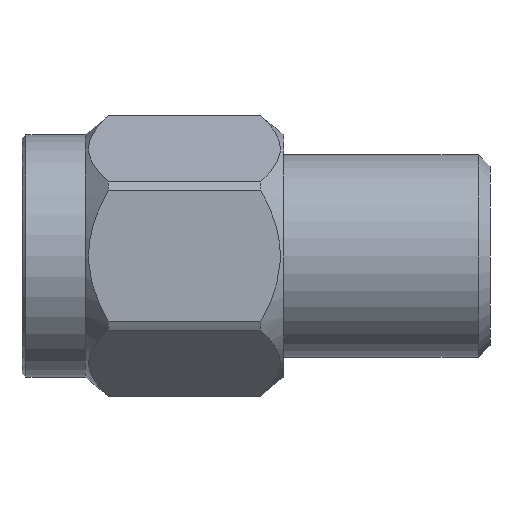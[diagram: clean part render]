
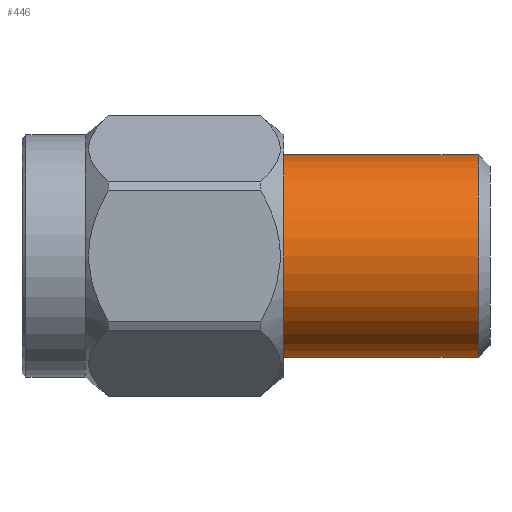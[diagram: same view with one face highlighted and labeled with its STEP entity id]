
A CAD part, front view. The second image highlights one B-rep face of the part: STEP entity #446.
In plain terms, the highlighted cylindrical face has radius 3.25 mm (diameter 6.5 mm), a full revolution.
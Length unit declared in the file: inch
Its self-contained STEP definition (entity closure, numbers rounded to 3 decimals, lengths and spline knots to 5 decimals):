
#190 = CARTESIAN_POINT ( 'NONE',  ( 0.57555, 0., -0.12795 ) ) ;
#250 = EDGE_CURVE ( 'NONE', #973, #973, #620, .T. ) ;
#302 = CYLINDRICAL_SURFACE ( 'NONE', #1637, 0.12795 ) ;
#316 = ORIENTED_EDGE ( 'NONE', *, *, #250, .T. ) ;
#354 = ORIENTED_EDGE ( 'NONE', *, *, #1969, .T. ) ;
#446 = ADVANCED_FACE ( 'NONE', ( #3116, #1590 ), #302, .T. ) ;
#541 = AXIS2_PLACEMENT_3D ( 'NONE', #1815, #1838, #1800 ) ;
#552 = AXIS2_PLACEMENT_3D ( 'NONE', #2527, #2052, #2775 ) ;
#620 = CIRCLE ( 'NONE', #541, 0.12795 ) ;
#691 = EDGE_LOOP ( 'NONE', ( #354 ) ) ;
#962 = VERTEX_POINT ( 'NONE', #1701 ) ;
#973 = VERTEX_POINT ( 'NONE', #190 ) ;
#1294 = EDGE_LOOP ( 'NONE', ( #316 ) ) ;
#1590 = FACE_OUTER_BOUND ( 'NONE', #691, .T. ) ;
#1637 = AXIS2_PLACEMENT_3D ( 'NONE', #2804, #3067, #3081 ) ;
#1701 = CARTESIAN_POINT ( 'NONE',  ( 0.33, 0., -0.12795 ) ) ;
#1800 = DIRECTION ( 'NONE',  ( 0., 0., -1. ) ) ;
#1815 = CARTESIAN_POINT ( 'NONE',  ( 0.57555, 0., 0. ) ) ;
#1838 = DIRECTION ( 'NONE',  ( -1., 0., 0. ) ) ;
#1969 = EDGE_CURVE ( 'NONE', #962, #962, #2871, .T. ) ;
#2052 = DIRECTION ( 'NONE',  ( 1., 0., 0. ) ) ;
#2527 = CARTESIAN_POINT ( 'NONE',  ( 0.33, 0., 0. ) ) ;
#2775 = DIRECTION ( 'NONE',  ( 0., 0., -1. ) ) ;
#2804 = CARTESIAN_POINT ( 'NONE',  ( 1.54301, 0., 0. ) ) ;
#2871 = CIRCLE ( 'NONE', #552, 0.12795 ) ;
#3067 = DIRECTION ( 'NONE',  ( -1., 0., 0. ) ) ;
#3081 = DIRECTION ( 'NONE',  ( 0., 0., 1. ) ) ;
#3116 = FACE_OUTER_BOUND ( 'NONE', #1294, .T. ) ;
